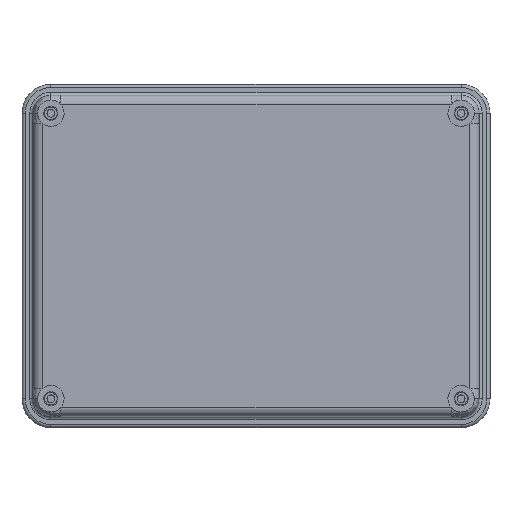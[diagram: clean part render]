
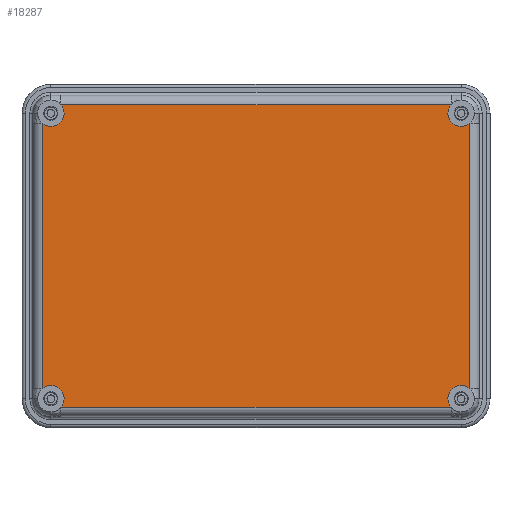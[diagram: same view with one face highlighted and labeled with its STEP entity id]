
A CAD part, top view. The second image highlights one B-rep face of the part: STEP entity #18287.
In plain terms, the highlighted planar face has unit normal (0, 0, 1).
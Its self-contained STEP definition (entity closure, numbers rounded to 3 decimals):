
#114 = DIRECTION ( 'NONE',  ( 0., 0., 1. ) ) ;
#536 = VERTEX_POINT ( 'NONE', #30484 ) ;
#810 = EDGE_CURVE ( 'NONE', #1269, #31771, #32785, .T. ) ;
#939 = AXIS2_PLACEMENT_3D ( 'NONE', #28592, #25681, #15728 ) ;
#1169 = CARTESIAN_POINT ( 'NONE',  ( -65.75, 45.75, 86.5 ) ) ;
#1269 = VERTEX_POINT ( 'NONE', #12852 ) ;
#1508 = CARTESIAN_POINT ( 'NONE',  ( -65.75, -45.75, 86.5 ) ) ;
#1978 = CARTESIAN_POINT ( 'NONE',  ( 65.75, -48.5, 86.5 ) ) ;
#1994 = VERTEX_POINT ( 'NONE', #14994 ) ;
#2467 = ORIENTED_EDGE ( 'NONE', *, *, #19507, .F. ) ;
#2505 = CARTESIAN_POINT ( 'NONE',  ( 65.75, -45.75, 86.5 ) ) ;
#2607 = CARTESIAN_POINT ( 'NONE',  ( 68.5, -42.51, 86.5 ) ) ;
#2858 = ORIENTED_EDGE ( 'NONE', *, *, #32366, .F. ) ;
#3087 = ORIENTED_EDGE ( 'NONE', *, *, #17433, .F. ) ;
#3764 = VERTEX_POINT ( 'NONE', #2607 ) ;
#4266 = LINE ( 'NONE', #32397, #5186 ) ;
#4548 = LINE ( 'NONE', #1978, #16568 ) ;
#4578 = EDGE_CURVE ( 'NONE', #3764, #14297, #17887, .T. ) ;
#5186 = VECTOR ( 'NONE', #6321, 1000. ) ;
#5202 = AXIS2_PLACEMENT_3D ( 'NONE', #17189, #25268, #23191 ) ;
#5593 = DIRECTION ( 'NONE',  ( -1., 0., 0. ) ) ;
#5973 = DIRECTION ( 'NONE',  ( 0., 0., 1. ) ) ;
#6200 = AXIS2_PLACEMENT_3D ( 'NONE', #2505, #114, #5593 ) ;
#6251 = CARTESIAN_POINT ( 'NONE',  ( -61.5, 45.75, 86.5 ) ) ;
#6260 = CIRCLE ( 'NONE', #20523, 4.25 ) ;
#6321 = DIRECTION ( 'NONE',  ( -1., 0., 0. ) ) ;
#6487 = DIRECTION ( 'NONE',  ( 0., 0., 1. ) ) ;
#6824 = DIRECTION ( 'NONE',  ( 0., 0., -1. ) ) ;
#6961 = DIRECTION ( 'NONE',  ( -1., 0., 0. ) ) ;
#7946 = DIRECTION ( 'NONE',  ( -1., 0., 0. ) ) ;
#8148 = DIRECTION ( 'NONE',  ( 0., 0., 1. ) ) ;
#9090 = CARTESIAN_POINT ( 'NONE',  ( 62.51, -48.5, 86.5 ) ) ;
#9524 = LINE ( 'NONE', #32682, #21502 ) ;
#9628 = AXIS2_PLACEMENT_3D ( 'NONE', #1508, #6824, #25349 ) ;
#9802 = CIRCLE ( 'NONE', #28441, 4.25 ) ;
#10249 = EDGE_CURVE ( 'NONE', #28442, #31771, #9802, .T. ) ;
#10539 = CARTESIAN_POINT ( 'NONE',  ( 68.5, 42.51, 86.5 ) ) ;
#10814 = AXIS2_PLACEMENT_3D ( 'NONE', #19331, #5973, #16268 ) ;
#11054 = DIRECTION ( 'NONE',  ( -1., 0., 0. ) ) ;
#11413 = CARTESIAN_POINT ( 'NONE',  ( 65.75, -45.75, 86.5 ) ) ;
#11759 = DIRECTION ( 'NONE',  ( 0., 1., 0. ) ) ;
#12437 = EDGE_LOOP ( 'NONE', ( #2858, #14958, #22844, #2467, #18066, #15844, #25004, #19589, #3087, #33166, #24391, #13606 ) ) ;
#12852 = CARTESIAN_POINT ( 'NONE',  ( -68.5, 42.51, 86.5 ) ) ;
#12963 = CARTESIAN_POINT ( 'NONE',  ( -65.75, -45.75, 86.5 ) ) ;
#13247 = VERTEX_POINT ( 'NONE', #6251 ) ;
#13335 = CARTESIAN_POINT ( 'NONE',  ( -61.5, -45.75, 86.5 ) ) ;
#13427 = CARTESIAN_POINT ( 'NONE',  ( -65.75, 45.75, 86.5 ) ) ;
#13606 = ORIENTED_EDGE ( 'NONE', *, *, #26797, .F. ) ;
#14297 = VERTEX_POINT ( 'NONE', #22249 ) ;
#14404 = CIRCLE ( 'NONE', #6200, 4.25 ) ;
#14496 = DIRECTION ( 'NONE',  ( 1., 0., 0. ) ) ;
#14958 = ORIENTED_EDGE ( 'NONE', *, *, #810, .T. ) ;
#14994 = CARTESIAN_POINT ( 'NONE',  ( -62.51, 48.5, 86.5 ) ) ;
#15194 = CIRCLE ( 'NONE', #939, 4.25 ) ;
#15728 = DIRECTION ( 'NONE',  ( -1., 0., 0. ) ) ;
#15780 = EDGE_CURVE ( 'NONE', #14297, #20132, #14404, .T. ) ;
#15844 = ORIENTED_EDGE ( 'NONE', *, *, #15780, .F. ) ;
#16268 = DIRECTION ( 'NONE',  ( -1., 0., 0. ) ) ;
#16568 = VECTOR ( 'NONE', #14496, 1000. ) ;
#17128 = AXIS2_PLACEMENT_3D ( 'NONE', #1169, #6487, #24844 ) ;
#17189 = CARTESIAN_POINT ( 'NONE',  ( 65.75, 45.75, 86.5 ) ) ;
#17433 = EDGE_CURVE ( 'NONE', #31868, #26468, #30948, .T. ) ;
#17622 = FACE_OUTER_BOUND ( 'NONE', #12437, .T. ) ;
#17887 = CIRCLE ( 'NONE', #23923, 4.25 ) ;
#17941 = CARTESIAN_POINT ( 'NONE',  ( -68.5, -42.51, 86.5 ) ) ;
#18066 = ORIENTED_EDGE ( 'NONE', *, *, #24904, .T. ) ;
#18287 = ADVANCED_FACE ( 'NONE', ( #17622 ), #22948, .F. ) ;
#19331 = CARTESIAN_POINT ( 'NONE',  ( 65.75, 45.75, 86.5 ) ) ;
#19456 = DIRECTION ( 'NONE',  ( 0., 0., 1. ) ) ;
#19460 = EDGE_CURVE ( 'NONE', #536, #31868, #30532, .T. ) ;
#19507 = EDGE_CURVE ( 'NONE', #29599, #28442, #15194, .T. ) ;
#19589 = ORIENTED_EDGE ( 'NONE', *, *, #26232, .T. ) ;
#20132 = VERTEX_POINT ( 'NONE', #9090 ) ;
#20523 = AXIS2_PLACEMENT_3D ( 'NONE', #13427, #25971, #7946 ) ;
#21353 = CARTESIAN_POINT ( 'NONE',  ( -62.51, -48.5, 86.5 ) ) ;
#21502 = VECTOR ( 'NONE', #11759, 1000. ) ;
#22249 = CARTESIAN_POINT ( 'NONE',  ( 61.5, -45.75, 86.5 ) ) ;
#22606 = CIRCLE ( 'NONE', #17128, 4.25 ) ;
#22844 = ORIENTED_EDGE ( 'NONE', *, *, #10249, .F. ) ;
#22948 = PLANE ( 'NONE',  #9628 ) ;
#23191 = DIRECTION ( 'NONE',  ( -1., 0., 0. ) ) ;
#23923 = AXIS2_PLACEMENT_3D ( 'NONE', #11413, #19456, #6961 ) ;
#24391 = ORIENTED_EDGE ( 'NONE', *, *, #30122, .T. ) ;
#24844 = DIRECTION ( 'NONE',  ( -1., 0., 0. ) ) ;
#24904 = EDGE_CURVE ( 'NONE', #29599, #20132, #4548, .T. ) ;
#24910 = CARTESIAN_POINT ( 'NONE',  ( -68.5, -45.75, 86.5 ) ) ;
#25004 = ORIENTED_EDGE ( 'NONE', *, *, #4578, .F. ) ;
#25268 = DIRECTION ( 'NONE',  ( 0., 0., 1. ) ) ;
#25349 = DIRECTION ( 'NONE',  ( -1., 0., 0. ) ) ;
#25681 = DIRECTION ( 'NONE',  ( 0., 0., 1. ) ) ;
#25971 = DIRECTION ( 'NONE',  ( 0., 0., 1. ) ) ;
#26232 = EDGE_CURVE ( 'NONE', #3764, #26468, #9524, .T. ) ;
#26468 = VERTEX_POINT ( 'NONE', #10539 ) ;
#26797 = EDGE_CURVE ( 'NONE', #13247, #1994, #22606, .T. ) ;
#27423 = CARTESIAN_POINT ( 'NONE',  ( 61.5, 45.75, 86.5 ) ) ;
#28441 = AXIS2_PLACEMENT_3D ( 'NONE', #12963, #8148, #11054 ) ;
#28442 = VERTEX_POINT ( 'NONE', #13335 ) ;
#28592 = CARTESIAN_POINT ( 'NONE',  ( -65.75, -45.75, 86.5 ) ) ;
#29027 = VECTOR ( 'NONE', #30048, 1000. ) ;
#29599 = VERTEX_POINT ( 'NONE', #21353 ) ;
#30048 = DIRECTION ( 'NONE',  ( 0., -1., 0. ) ) ;
#30122 = EDGE_CURVE ( 'NONE', #536, #1994, #4266, .T. ) ;
#30484 = CARTESIAN_POINT ( 'NONE',  ( 62.51, 48.5, 86.5 ) ) ;
#30532 = CIRCLE ( 'NONE', #10814, 4.25 ) ;
#30948 = CIRCLE ( 'NONE', #5202, 4.25 ) ;
#31771 = VERTEX_POINT ( 'NONE', #17941 ) ;
#31868 = VERTEX_POINT ( 'NONE', #27423 ) ;
#32366 = EDGE_CURVE ( 'NONE', #1269, #13247, #6260, .T. ) ;
#32397 = CARTESIAN_POINT ( 'NONE',  ( -65.75, 48.5, 86.5 ) ) ;
#32682 = CARTESIAN_POINT ( 'NONE',  ( 68.5, 45.75, 86.5 ) ) ;
#32785 = LINE ( 'NONE', #24910, #29027 ) ;
#33166 = ORIENTED_EDGE ( 'NONE', *, *, #19460, .F. ) ;
